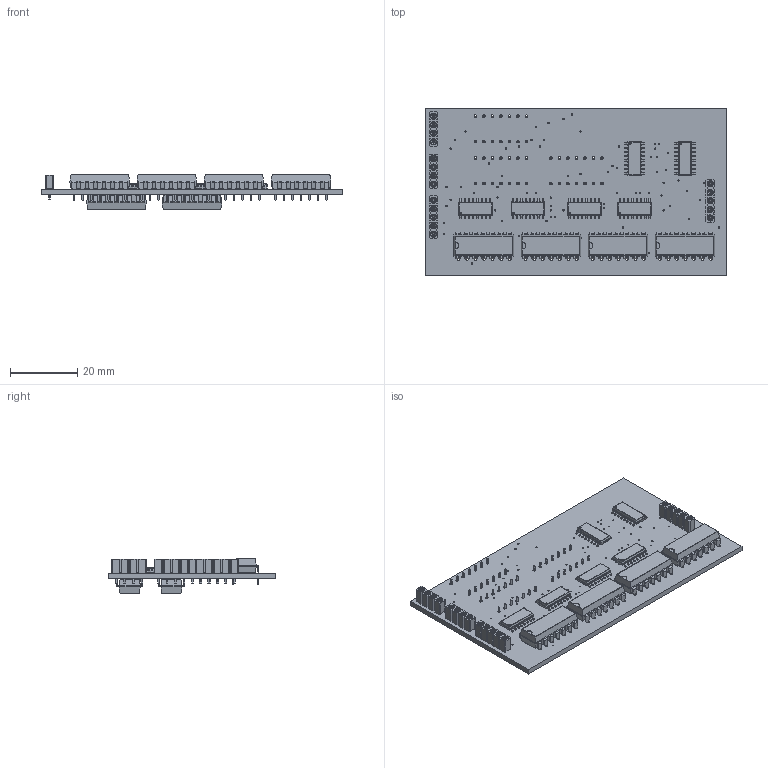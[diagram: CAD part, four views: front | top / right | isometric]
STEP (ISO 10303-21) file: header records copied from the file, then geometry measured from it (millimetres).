
FILE_DESCRIPTION(('PCB Model'),'2;1');
FILE_NAME('ALU.STEP', '2022-01-04T07:03:21',('Administrator'),('Unspecified'), 'Open CASCADE STEP processor 6.8','Proteus','Unknown');
FILE_SCHEMA(('CONFIG_CONTROL_DESIGN','SHAPE_APPEARANCE_LAYER_MIM'));
Length unit declared in the file: millimetre
Products named in the file (40): Open CASCADE STEP translator 6.8 1; Layer_1; J3; Open CASCADE STEP translator 6.8 1.2.1; Body_1; J4; Open CASCADE STEP translator 6.8 1.3.1; J2; Open CASCADE STEP translator 6.8 1.4.1; J1; Open CASCADE STEP translator 6.8 1.5.1; U3; Open CASCADE STEP translator 6.8 1.6.1; U4; Open CASCADE STEP translator 6.8 1.7.1; U2; Open CASCADE STEP translator 6.8 1.8.1; U1; Open CASCADE STEP translator 6.8 1.9.1; U25; Open CASCADE STEP translator 6.8 1.10.1; U6; Open CASCADE STEP translator 6.8 1.11.1; U7; Open CASCADE STEP translator 6.8 1.12.1; U20; Open CASCADE STEP translator 6.8 1.13.1; U15; Open CASCADE STEP translator 6.8 1.14.1; U24; Open CASCADE STEP translator 6.8 1.15.1; U5; Open CASCADE STEP translator 6.8 1.16.1; U31; Open CASCADE STEP translator 6.8 1.17.1; U30; Open CASCADE STEP translator 6.8 1.18.1
Assembly tree (52 placements, depth 4):
  Open CASCADE STEP translator 6.8 1
    Layer_1
    J3
      Open CASCADE STEP translator 6.8 1.2.1
        Body_1
    J4
      Open CASCADE STEP translator 6.8 1.3.1
        Body_1
    J2
      Open CASCADE STEP translator 6.8 1.4.1
        Body_1
    J1
      Open CASCADE STEP translator 6.8 1.5.1
        Body_1
    U3
      Open CASCADE STEP translator 6.8 1.6.1
        Body_1
    U4
      Open CASCADE STEP translator 6.8 1.7.1
        Body_1
    U2
      Open CASCADE STEP translator 6.8 1.8.1
        Body_1
    U1
      Open CASCADE STEP translator 6.8 1.9.1
        Body_1
    U25
      Open CASCADE STEP translator 6.8 1.10.1
        Body_1
    U6
      Open CASCADE STEP translator 6.8 1.11.1
        Body_1
    U7
      Open CASCADE STEP translator 6.8 1.12.1
        Body_1
    U20
      Open CASCADE STEP translator 6.8 1.13.1
        Body_1
    U15
      Open CASCADE STEP translator 6.8 1.14.1
        Body_1
    U24
      Open CASCADE STEP translator 6.8 1.15.1
        Body_1
    U5
      Open CASCADE STEP translator 6.8 1.16.1
        Body_1
    U31
      Open CASCADE STEP translator 6.8 1.17.1
        Body_1
    U30
      Open CASCADE STEP translator 6.8 1.18.1
        Body_1
Bounding box: 90 x 50 x 10.51 mm (x, y, z)
Volume: 11185.9 mm3; surface area: 16167.9 mm2
Topology: 18 solids, 18 shells, 4522 faces, 11970 edges, 7490 vertices
Faces by surface type: plane 2793, cylinder 1315, cone 360, torus 36, sphere 18
Entity records: 53648 total; most frequent: DIRECTION 7731, CARTESIAN_POINT 7691, ORIENTED_EDGE 7280, EDGE_CURVE 3640, AXIS2_PLACEMENT_3D 2917, VERTEX_POINT 2319, LINE 1897, VECTOR 1897
